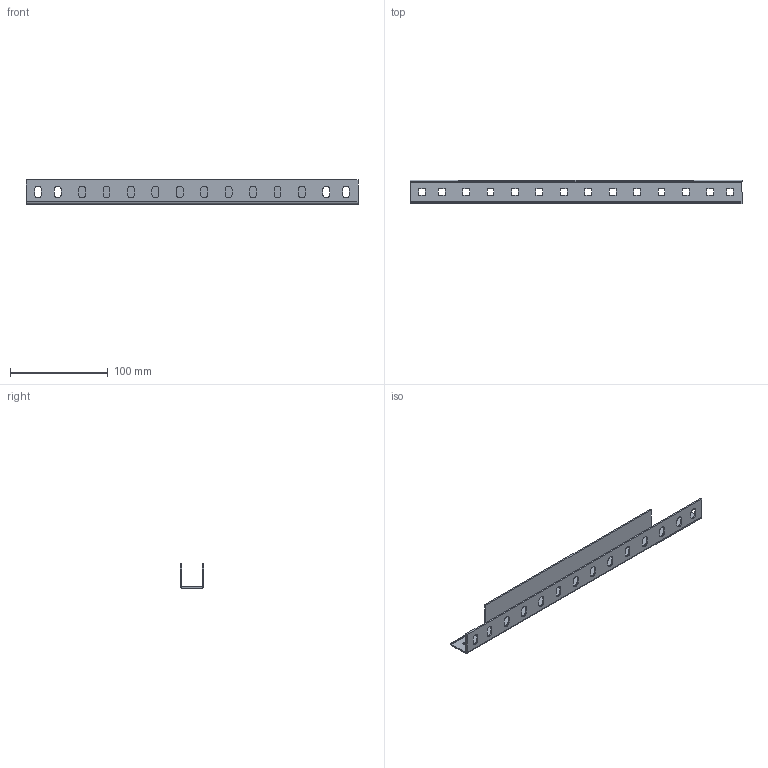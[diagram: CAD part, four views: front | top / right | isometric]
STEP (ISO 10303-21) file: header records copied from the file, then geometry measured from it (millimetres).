
FILE_DESCRIPTION (( 'STEP AP214' ), '1' );
FILE_NAME ('YKV-BPP-450 Áîêîâîé Ï-ïðîôèëü äëÿ ÂÐÓ ÕÕÕÕõÕÕÕõ450 SMART (êîìï. 2øò.).STEP', '2020-02-19T08:38:34', ( '' ), ( '' ), 'SwSTEP 2.0', 'SolidWorks 2017', '' );
FILE_SCHEMA (( 'AUTOMOTIVE_DESIGN' ));
Length unit declared in the file: millimetre
Products named in the file (1): YKV-BPP-450 Áîêîâîé Ï-ïðîôèëü äëÿ ÂÐÓ ÕÕÕÕõÕÕÕõ450 SMART (êîìï. 2øò.)
Bounding box: 340 x 24.5 x 25 mm (x, y, z)
Volume: 29643.7 mm3; surface area: 42014.7 mm2
Topology: 1 solids, 1 shells, 152 faces, 434 edges, 284 vertices
Faces by surface type: plane 106, cylinder 46
Entity records: 5072 total; most frequent: CARTESIAN_POINT 871, ORIENTED_EDGE 868, DIRECTION 836, EDGE_CURVE 434, VECTOR 338, LINE 338, VERTEX_POINT 284, AXIS2_PLACEMENT_3D 249
